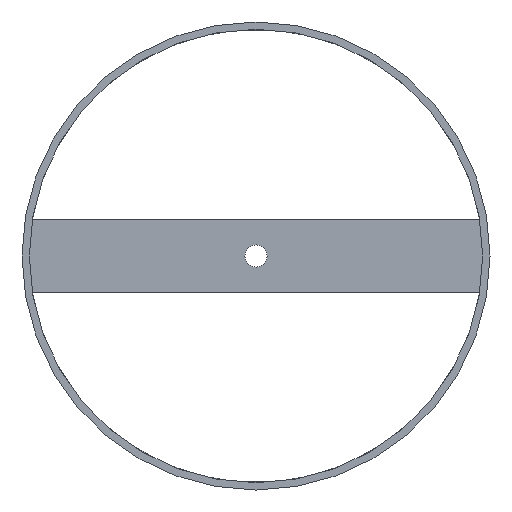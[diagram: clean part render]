
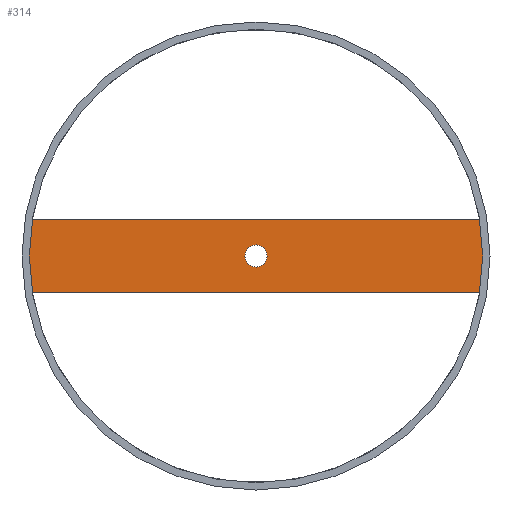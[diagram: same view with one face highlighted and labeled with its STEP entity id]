
A CAD part, front view. The second image highlights one B-rep face of the part: STEP entity #314.
In plain terms, the highlighted planar face has unit normal (0, -1, 0).
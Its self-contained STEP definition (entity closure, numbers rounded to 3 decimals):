
#31=CARTESIAN_POINT('',(0.,4.,0.));
#32=DIRECTION('',(0.,1.,0.));
#33=DIRECTION('',(-0.987,0.,-0.163));
#34=AXIS2_PLACEMENT_3D('',#31,#32,#33);
#44=CARTESIAN_POINT('',(0.,4.,0.));
#45=DIRECTION('',(0.,1.,0.));
#46=DIRECTION('',(1.,0.,0.));
#47=AXIS2_PLACEMENT_3D('',#44,#45,#46);
#57=CARTESIAN_POINT('',(0.,4.,0.));
#58=DIRECTION('',(0.,1.,0.));
#59=DIRECTION('',(0.987,0.,0.163));
#60=AXIS2_PLACEMENT_3D('',#57,#58,#59);
#70=CARTESIAN_POINT('',(0.,4.,0.));
#71=DIRECTION('',(0.,1.,0.));
#72=DIRECTION('',(-1.,0.,0.));
#73=AXIS2_PLACEMENT_3D('',#70,#71,#72);
#103=CARTESIAN_POINT('',(0.,4.,0.));
#104=DIRECTION('',(0.,-1.,0.));
#105=DIRECTION('',(-1.,0.,0.));
#106=AXIS2_PLACEMENT_3D('',#103,#104,#105);
#108=CARTESIAN_POINT('',(0.,4.,0.));
#109=DIRECTION('',(0.,-1.,0.));
#110=DIRECTION('',(1.,0.,0.));
#111=AXIS2_PLACEMENT_3D('',#108,#109,#110);
#125=DIRECTION('',(-1.,0.,0.));
#126=VECTOR('',#125,60.682);
#127=CARTESIAN_POINT('',(30.341,4.,5.));
#128=LINE('',#127,#126);
#129=DIRECTION('',(1.,0.,0.));
#130=VECTOR('',#129,60.682);
#131=CARTESIAN_POINT('',(-30.341,4.,-5.));
#132=LINE('',#131,#130);
#145=CARTESIAN_POINT('',(-1.5,4.,0.));
#146=CARTESIAN_POINT('',(1.5,4.,0.));
#147=VERTEX_POINT('',#145);
#148=VERTEX_POINT('',#146);
#149=CARTESIAN_POINT('',(-30.75,4.,0.));
#150=CARTESIAN_POINT('',(-30.341,4.,5.));
#151=VERTEX_POINT('',#149);
#152=VERTEX_POINT('',#150);
#153=CARTESIAN_POINT('',(30.341,4.,5.));
#154=CARTESIAN_POINT('',(30.75,4.,0.));
#155=VERTEX_POINT('',#153);
#156=VERTEX_POINT('',#154);
#161=CARTESIAN_POINT('',(30.341,4.,-5.));
#162=VERTEX_POINT('',#161);
#163=CARTESIAN_POINT('',(-30.341,4.,-5.));
#164=VERTEX_POINT('',#163);
#293=CARTESIAN_POINT('',(0.,4.,0.));
#294=DIRECTION('',(0.,1.,0.));
#295=DIRECTION('',(-1.,0.,0.));
#296=AXIS2_PLACEMENT_3D('',#293,#294,#295);
#297=PLANE('',#296);
#299=ORIENTED_EDGE('',*,*,#298,.F.);
#300=ORIENTED_EDGE('',*,*,#239,.T.);
#301=ORIENTED_EDGE('',*,*,#225,.T.);
#303=ORIENTED_EDGE('',*,*,#302,.F.);
#304=ORIENTED_EDGE('',*,*,#218,.T.);
#305=ORIENTED_EDGE('',*,*,#246,.T.);
#306=EDGE_LOOP('',(#299,#300,#301,#303,#304,#305));
#307=FACE_OUTER_BOUND('',#306,.F.);
#309=ORIENTED_EDGE('',*,*,#308,.T.);
#311=ORIENTED_EDGE('',*,*,#310,.T.);
#312=EDGE_LOOP('',(#309,#311));
#313=FACE_BOUND('',#312,.F.);
#314=ADVANCED_FACE('',(#307,#313),#297,.F.);
#35=CIRCLE('',#34,30.75);
#48=CIRCLE('',#47,30.75);
#61=CIRCLE('',#60,30.75);
#74=CIRCLE('',#73,30.75);
#107=CIRCLE('',#106,1.5);
#112=CIRCLE('',#111,1.5);
#218=EDGE_CURVE('',#164,#151,#35,.T.);
#225=EDGE_CURVE('',#156,#162,#48,.T.);
#239=EDGE_CURVE('',#155,#156,#61,.T.);
#246=EDGE_CURVE('',#151,#152,#74,.T.);
#298=EDGE_CURVE('',#155,#152,#128,.T.);
#302=EDGE_CURVE('',#164,#162,#132,.T.);
#308=EDGE_CURVE('',#147,#148,#107,.T.);
#310=EDGE_CURVE('',#148,#147,#112,.T.);
